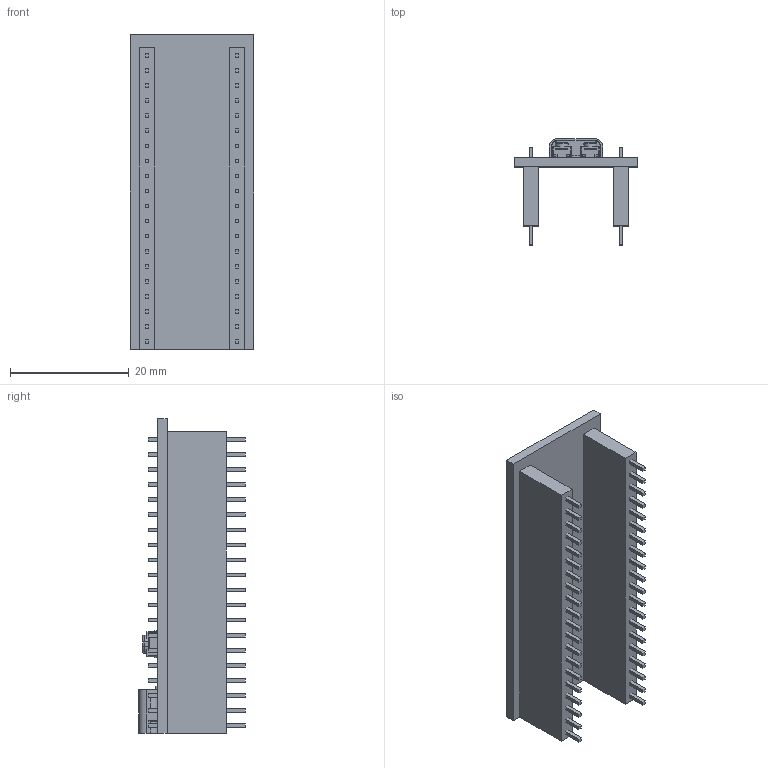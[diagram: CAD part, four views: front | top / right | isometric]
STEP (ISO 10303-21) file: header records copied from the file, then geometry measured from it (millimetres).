
FILE_DESCRIPTION(/* description */ (''),/* implementation_level */ '2;1');
FILE_NAME(/* name */ 'BlackPill_STM32F411.step',/* time_stamp */ '2021-12-08T18:25:51+09:00',/* author */ (''),/* organization */ (''),/* preprocessor_version */ 'ST-DEVELOPER v18.1',/* originating_system */ 'Autodesk Translation Framework v10.10.0.1391',/* authorisation */ '');
FILE_SCHEMA (('AUTOMOTIVE_DESIGN { 1 0 10303 214 3 1 1 }'));
Length unit declared in the file: millimetre
Products named in the file (3): BlackPill_STM32F411; PTS810SJG250SMTRLFS; USB Type C Port (SMD Type)
Assembly tree (4 placements, depth 2):
  BlackPill_STM32F411
    PTS810SJG250SMTRLFS  x3
    USB Type C Port (SMD Type)
Bounding box: 20.75 x 18.01 x 53 mm (x, y, z)
Volume: 4707.8 mm3; surface area: 7714.3 mm2
Topology: 70 solids, 70 shells, 1270 faces, 3121 edges, 1978 vertices
Faces by surface type: plane 942, cylinder 269, sphere 30, torus 18, cone 6, bspline 5
Full cylindrical faces by diameter (mm): 0.5 x2, 0.8 x3, 1 x40
Entity records: 25581 total; most frequent: CARTESIAN_POINT 4475, DIRECTION 4234, ORIENTED_EDGE 4170, EDGE_CURVE 2085, LINE 1692, VECTOR 1692, VERTEX_POINT 1346, AXIS2_PLACEMENT_3D 1271
